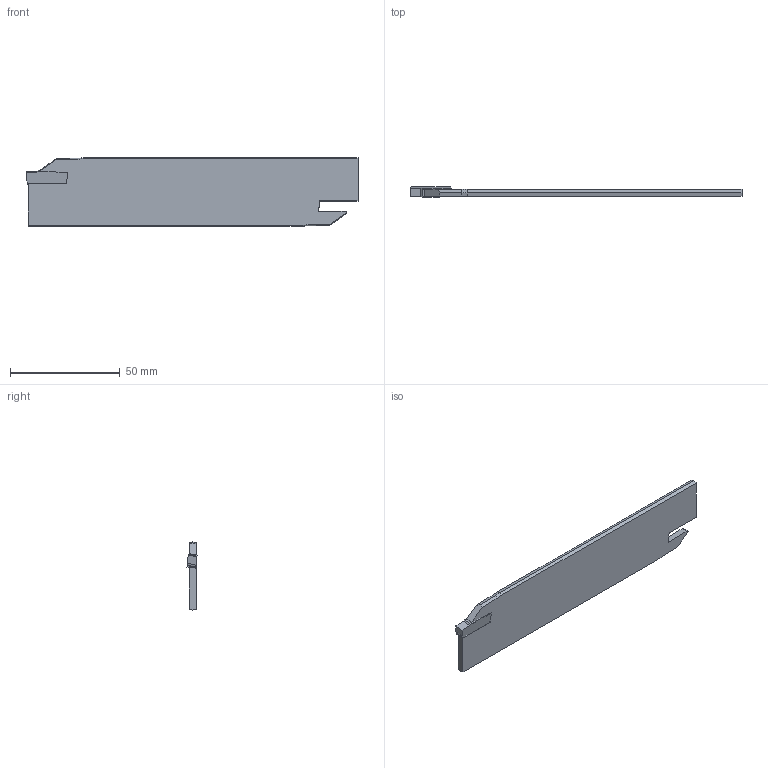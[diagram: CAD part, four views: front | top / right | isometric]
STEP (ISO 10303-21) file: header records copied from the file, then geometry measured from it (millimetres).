
FILE_DESCRIPTION(/* description */ (''),/* implementation_level */ '2;1');
FILE_NAME(/* name */ 'AKL-I-32-4.stp',/* time_stamp */ '2023-10-31T20:48:56+03:00',/* author */ (''),/* organization */ (''),/* preprocessor_version */ 'ST-DEVELOPER v19.4',/* originating_system */ 'SIEMENS PLM Software NX2306.3001',/* authorisation */ '');
FILE_SCHEMA (('AUTOMOTIVE_DESIGN { 1 0 10303 214 3 1 1 1 }'));
Length unit declared in the file: millimetre
Products named in the file (1): AKL-I-32-4_objects
Bounding box: 151.01 x 4.58 x 31.14 mm (x, y, z)
Volume: 14208.1 mm3; surface area: 10225.1 mm2
Topology: 2 solids, 2 shells, 41 faces, 110 edges, 73 vertices
Faces by surface type: plane 35, revolution 4, cylinder 2
Entity records: 1353 total; most frequent: CARTESIAN_POINT 279, ORIENTED_EDGE 220, DIRECTION 198, EDGE_CURVE 110, LINE 98, VECTOR 98, VERTEX_POINT 73, AXIS2_PLACEMENT_3D 48
